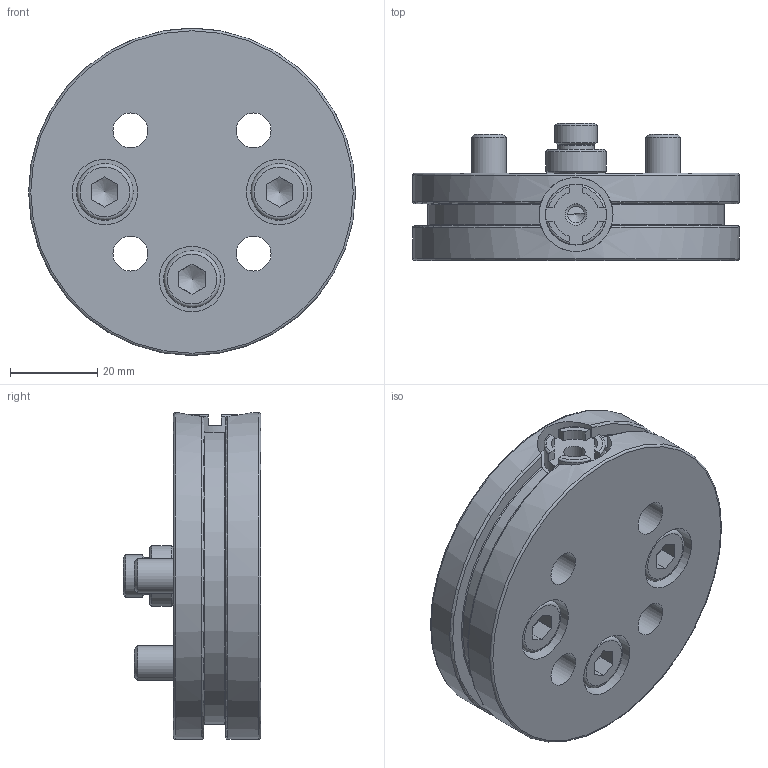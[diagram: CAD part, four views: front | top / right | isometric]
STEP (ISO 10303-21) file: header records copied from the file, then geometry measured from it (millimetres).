
FILE_DESCRIPTION(/* description */ (''),/* implementation_level */ '2;1');
FILE_NAME(/* name */ 'PNB-100-075.stp',/* time_stamp */ '2026-02-13T14:13:14-03:00',/* author */ ('jefferson.francisco'),/* organization */ (''),/* preprocessor_version */ 'ST-DEVELOPER v20',/* originating_system */ 'Autodesk Inventor 2025',/* authorisation */ '');
FILE_SCHEMA (('AUTOMOTIVE_DESIGN { 1 0 10303 214 3 1 1 }'));
Length unit declared in the file: millimetre
Products named in the file (5): PNB-100-075; PNB-80-075_1; PNK-G1_8-UN-02; DIN 912 - M8 x 20; PNK-G1_8-M06-AR-EI
Assembly tree (6 placements, depth 2):
  PNB-100-075
    PNB-80-075_1
    PNK-G1_8-UN-02
    DIN 912 - M8 x 20  x3
    PNK-G1_8-M06-AR-EI
Bounding box: 75 x 31.5 x 75 mm (x, y, z)
Volume: 79301.9 mm3; surface area: 24870 mm2
Topology: 6 solids, 6 shells, 135 faces, 326 edges, 212 vertices
Faces by surface type: plane 67, cylinder 36, torus 17, cone 15
Full cylindrical faces by diameter (mm): 2 x1, 3.8 x2, 4.917 x1, 8 x7, 8.3 x1, 8.566 x1, 9 x3, 9.728 x2, 10.7 x1, 11 x1, 13 x3, 14 x2, 15 x3, 17 x1, 75 x2
Entity records: 3656 total; most frequent: CARTESIAN_POINT 814, DIRECTION 571, ORIENTED_EDGE 504, EDGE_CURVE 252, AXIS2_PLACEMENT_3D 230, VERTEX_POINT 164, EDGE_LOOP 134, LINE 111
